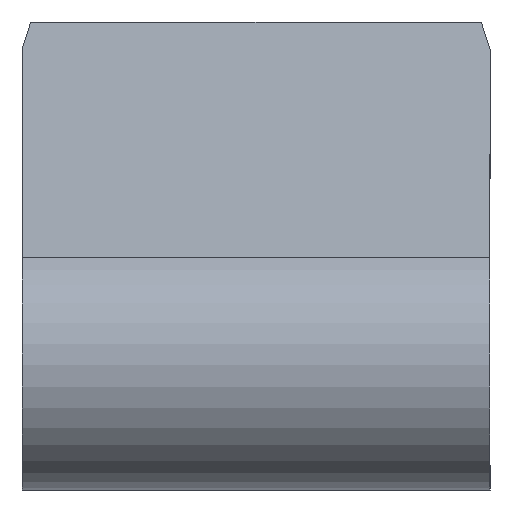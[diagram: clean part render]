
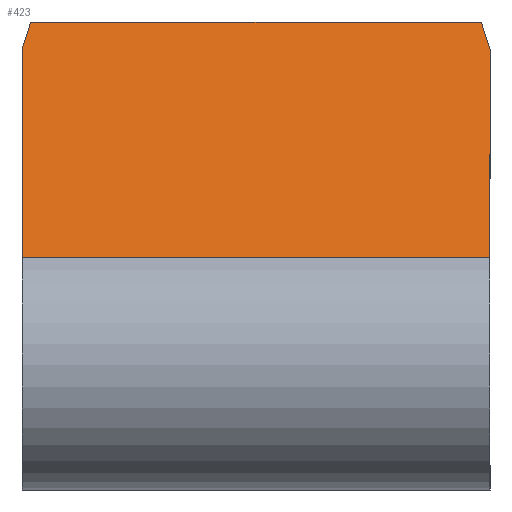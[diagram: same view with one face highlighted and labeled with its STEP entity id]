
A CAD part, left-side view. The second image highlights one B-rep face of the part: STEP entity #423.
In plain terms, the highlighted face is planar.
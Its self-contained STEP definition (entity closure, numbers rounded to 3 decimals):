
#131=ORIENTED_EDGE('',*,*,#198,.T.);
#132=ORIENTED_EDGE('',*,*,#189,.T.);
#133=ORIENTED_EDGE('',*,*,#157,.F.);
#134=ORIENTED_EDGE('',*,*,#188,.F.);
#135=ORIENTED_EDGE('',*,*,#199,.F.);
#136=ORIENTED_EDGE('',*,*,#195,.T.);
#157=EDGE_CURVE('',#213,#214,#251,.T.);
#188=EDGE_CURVE('',#234,#213,#277,.T.);
#189=EDGE_CURVE('',#235,#214,#278,.T.);
#195=EDGE_CURVE('',#237,#236,#283,.T.);
#198=EDGE_CURVE('',#236,#235,#286,.T.);
#199=EDGE_CURVE('',#237,#234,#287,.T.);
#213=VERTEX_POINT('',#607);
#214=VERTEX_POINT('',#608);
#234=VERTEX_POINT('',#666);
#235=VERTEX_POINT('',#670);
#236=VERTEX_POINT('',#680);
#237=VERTEX_POINT('',#682);
#251=LINE('',#606,#301);
#277=LINE('',#667,#327);
#278=LINE('',#669,#328);
#283=LINE('',#681,#333);
#286=LINE('',#687,#336);
#287=LINE('',#689,#337);
#301=VECTOR('',#491,1000.);
#327=VECTOR('',#543,1000.);
#328=VECTOR('',#546,1000.);
#333=VECTOR('',#561,1000.);
#336=VECTOR('',#566,1000.);
#337=VECTOR('',#569,1000.);
#360=EDGE_LOOP('',(#131,#132,#133,#134,#135,#136));
#384=FACE_BOUND('',#360,.T.);
#402=PLANE('',#465);
#423=ADVANCED_FACE('',(#384),#402,.T.);
#465=AXIS2_PLACEMENT_3D('',#688,#567,#568);
#491=DIRECTION('',(-0.865,-0.502,0.));
#543=DIRECTION('',(-0.854,-0.495,0.158));
#546=DIRECTION('',(0.,0.,1.));
#561=DIRECTION('',(-0.854,-0.495,-0.158));
#566=DIRECTION('',(-0.865,-0.502,0.));
#567=DIRECTION('',(-0.502,0.865,0.));
#568=DIRECTION('',(0.,0.,1.));
#569=DIRECTION('',(0.,0.,1.));
#606=CARTESIAN_POINT('',(1.31,1.373,0.75));
#607=CARTESIAN_POINT('',(1.31,1.373,0.75));
#608=CARTESIAN_POINT('',(0.159,0.706,0.75));
#666=CARTESIAN_POINT('',(1.459,1.46,0.722));
#667=CARTESIAN_POINT('',(1.459,1.46,0.722));
#669=CARTESIAN_POINT('',(0.159,0.706,-0.75));
#670=CARTESIAN_POINT('',(0.159,0.706,-0.75));
#680=CARTESIAN_POINT('',(1.31,1.373,-0.75));
#681=CARTESIAN_POINT('',(1.459,1.46,-0.722));
#682=CARTESIAN_POINT('',(1.459,1.46,-0.722));
#687=CARTESIAN_POINT('',(1.31,1.373,-0.75));
#688=CARTESIAN_POINT('',(1.459,1.46,-0.75));
#689=CARTESIAN_POINT('',(1.459,1.46,-0.722));
